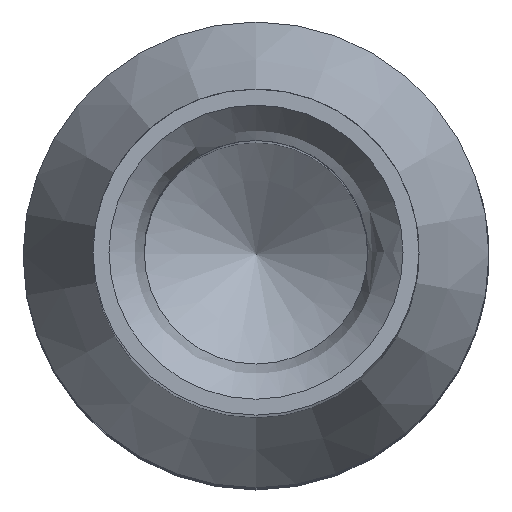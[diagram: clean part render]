
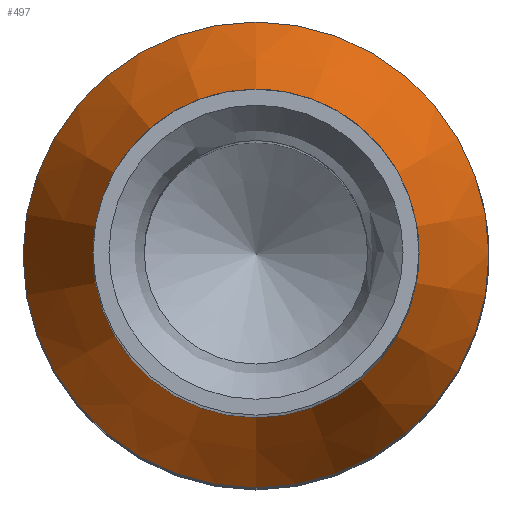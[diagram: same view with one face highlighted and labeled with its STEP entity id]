
A CAD part, top view. The second image highlights one B-rep face of the part: STEP entity #497.
In plain terms, the highlighted conical face has half-angle 24.513 degrees and reference radius 1.75 mm.
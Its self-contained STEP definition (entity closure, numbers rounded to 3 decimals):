
#392=CONICAL_SURFACE('',#3320,1.751,24.513);
#497=ADVANCED_FACE('',(#725,#726),#392,.T.);
#725=FACE_BOUND('',#799,.T.);
#726=FACE_BOUND('',#800,.T.);
#799=EDGE_LOOP('',(#1044));
#800=EDGE_LOOP('',(#1045));
#1044=ORIENTED_EDGE('',*,*,#1906,.F.);
#1045=ORIENTED_EDGE('',*,*,#1905,.T.);
#1674=VERTEX_POINT('',#4894);
#1675=VERTEX_POINT('',#4897);
#1905=EDGE_CURVE('',#1674,#1674,#2243,.T.);
#1906=EDGE_CURVE('',#1675,#1675,#2244,.T.);
#2243=CIRCLE('',#3317,1.751);
#2244=CIRCLE('',#3319,0.901);
#3317=AXIS2_PLACEMENT_3D('',#4893,#3746,#3747);
#3319=AXIS2_PLACEMENT_3D('',#4896,#3750,#3751);
#3320=AXIS2_PLACEMENT_3D('',#4898,#3752,#3753);
#3746=DIRECTION('',(0.,0.,1.));
#3747=DIRECTION('',(0.,-1.,0.));
#3750=DIRECTION('',(0.,0.,1.));
#3751=DIRECTION('',(0.,-1.,0.));
#3752=DIRECTION('',(0.,0.,-1.));
#3753=DIRECTION('',(0.,1.,0.));
#4893=CARTESIAN_POINT('',(0.,0.,9.5));
#4894=CARTESIAN_POINT('',(0.,-1.751,9.5));
#4896=CARTESIAN_POINT('',(0.,0.,11.364));
#4897=CARTESIAN_POINT('',(0.,-0.901,11.364));
#4898=CARTESIAN_POINT('',(0.,0.,9.5));
